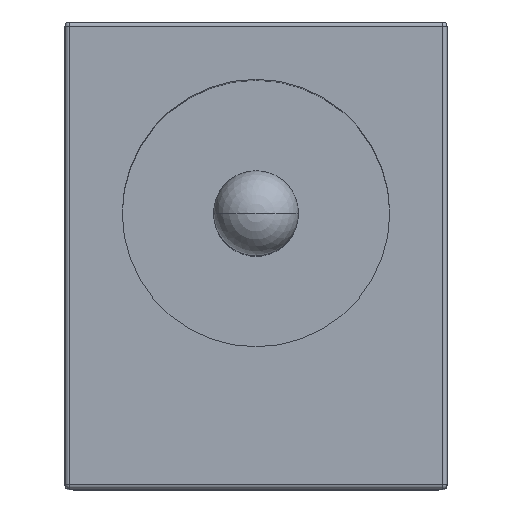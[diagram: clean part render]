
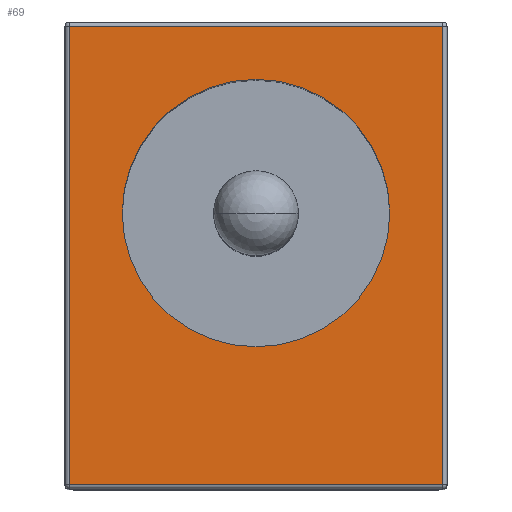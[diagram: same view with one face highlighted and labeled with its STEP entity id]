
A CAD part, top view. The second image highlights one B-rep face of the part: STEP entity #69.
In plain terms, the highlighted planar face has unit normal (0, 0, 1).
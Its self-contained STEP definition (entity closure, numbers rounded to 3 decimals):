
#69=ADVANCED_FACE('',(#620,#621),#622,.T.);
#620=FACE_OUTER_BOUND('',#1687,.T.);
#621=FACE_BOUND('',#1688,.T.);
#622=PLANE('',#1689);
#1687=EDGE_LOOP('',(#3224,#3225,#3226,#3227));
#1688=EDGE_LOOP('',(#3228,#3229));
#1689=AXIS2_PLACEMENT_3D('',#3230,#3231,#3232);
#3224=ORIENTED_EDGE('',*,*,#7603,.T.);
#3225=ORIENTED_EDGE('',*,*,#7604,.T.);
#3226=ORIENTED_EDGE('',*,*,#7581,.T.);
#3227=ORIENTED_EDGE('',*,*,#7577,.T.);
#3228=ORIENTED_EDGE('',*,*,#7602,.F.);
#3229=ORIENTED_EDGE('',*,*,#7600,.F.);
#3230=CARTESIAN_POINT('',(0.0,0.0,0.0));
#3231=DIRECTION('',(0.0,0.0,1.0));
#3232=DIRECTION('',(1.0,0.0,0.0));
#7577=EDGE_CURVE('',#9449,#9447,#9450,.T.);
#7581=EDGE_CURVE('',#9455,#9449,#9456,.T.);
#7600=EDGE_CURVE('',#9487,#9489,#9490,.T.);
#7602=EDGE_CURVE('',#9489,#9487,#9492,.T.);
#7603=EDGE_CURVE('',#9447,#9493,#9494,.T.);
#7604=EDGE_CURVE('',#9493,#9455,#9495,.T.);
#9447=VERTEX_POINT('',#12270);
#9449=VERTEX_POINT('',#12272);
#9450=LINE('',#12273,#12274);
#9455=VERTEX_POINT('',#12279);
#9456=LINE('',#12280,#12281);
#9487=VERTEX_POINT('',#12323);
#9489=VERTEX_POINT('',#12326);
#9490=CIRCLE('',#12327,3.15);
#9492=CIRCLE('',#12330,3.15);
#9493=VERTEX_POINT('',#12331);
#9494=LINE('',#12332,#12333);
#9495=LINE('',#12334,#12335);
#12270=CARTESIAN_POINT('',(4.4,-5.4,0.0));
#12272=CARTESIAN_POINT('',(-4.4,-5.4,0.0));
#12273=CARTESIAN_POINT('',(-4.4,-5.4,0.0));
#12274=VECTOR('',#15192,8.8);
#12279=CARTESIAN_POINT('',(-4.4,5.4,0.0));
#12280=CARTESIAN_POINT('',(-4.4,5.4,0.0));
#12281=VECTOR('',#15202,10.8);
#12323=CARTESIAN_POINT('',(3.15,1.0,0.0));
#12326=CARTESIAN_POINT('',(-3.15,1.0,0.0));
#12327=AXIS2_PLACEMENT_3D('',#15233,#15234,#15235);
#12330=AXIS2_PLACEMENT_3D('',#15237,#15238,#15239);
#12331=CARTESIAN_POINT('',(4.4,5.4,0.0));
#12332=CARTESIAN_POINT('',(4.4,-5.4,0.0));
#12333=VECTOR('',#15240,10.8);
#12334=CARTESIAN_POINT('',(4.4,5.4,0.0));
#12335=VECTOR('',#15241,8.8);
#15192=DIRECTION('',(1.0,0.0,0.0));
#15202=DIRECTION('',(0.0,-1.0,0.0));
#15233=CARTESIAN_POINT('',(0.0,1.0,0.0));
#15234=DIRECTION('',(0.0,0.0,1.0));
#15235=DIRECTION('',(1.0,0.0,0.0));
#15237=CARTESIAN_POINT('',(0.0,1.0,0.0));
#15238=DIRECTION('',(0.0,0.0,1.0));
#15239=DIRECTION('',(-1.0,0.0,0.0));
#15240=DIRECTION('',(0.0,1.0,0.0));
#15241=DIRECTION('',(-1.0,0.0,0.0));
